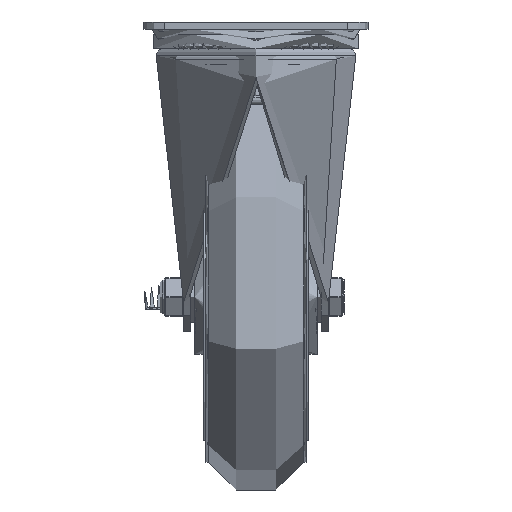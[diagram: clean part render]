
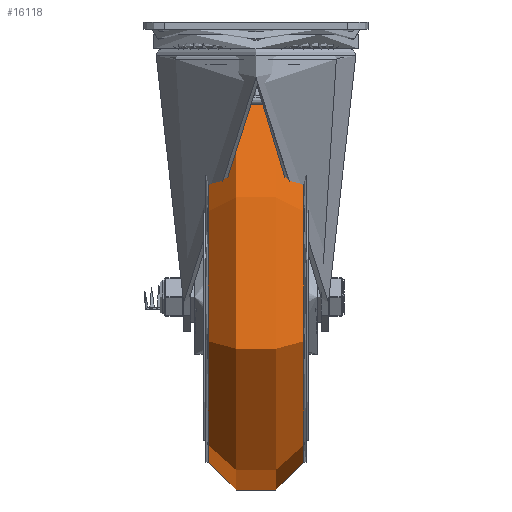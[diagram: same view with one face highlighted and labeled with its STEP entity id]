
A CAD part, left-side view. The second image highlights one B-rep face of the part: STEP entity #16118.
In plain terms, the highlighted toroidal (fillet/blend) face has major radius 75 mm and minor radius 25 mm.
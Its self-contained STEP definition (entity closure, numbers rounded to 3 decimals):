
#2084=TOROIDAL_SURFACE('',#17586,75.,25.);
#2374=FACE_OUTER_BOUND('',#3356,.T.);
#3356=EDGE_LOOP('',(#12334,#12335,#12336,#12337,#12338,#12339));
#6512=CIRCLE('',#17587,84.);
#6513=CIRCLE('',#17588,25.);
#6514=CIRCLE('',#17589,84.);
#6515=CIRCLE('',#17590,84.);
#6516=CIRCLE('',#17591,84.);
#7395=VERTEX_POINT('',#27322);
#7396=VERTEX_POINT('',#27323);
#7397=VERTEX_POINT('',#27325);
#7398=VERTEX_POINT('',#27327);
#9224=EDGE_CURVE('',#7395,#7396,#6512,.T.);
#9225=EDGE_CURVE('',#7396,#7397,#6513,.T.);
#9226=EDGE_CURVE('',#7397,#7398,#6514,.T.);
#9227=EDGE_CURVE('',#7398,#7397,#6515,.T.);
#9228=EDGE_CURVE('',#7396,#7395,#6516,.T.);
#12334=ORIENTED_EDGE('',*,*,#9224,.T.);
#12335=ORIENTED_EDGE('',*,*,#9225,.T.);
#12336=ORIENTED_EDGE('',*,*,#9226,.T.);
#12337=ORIENTED_EDGE('',*,*,#9227,.T.);
#12338=ORIENTED_EDGE('',*,*,#9225,.F.);
#12339=ORIENTED_EDGE('',*,*,#9228,.T.);
#16118=ADVANCED_FACE('',(#2374),#2084,.T.);
#17586=AXIS2_PLACEMENT_3D('',#27321,#20038,#20039);
#17587=AXIS2_PLACEMENT_3D('',#27324,#20040,#20041);
#17588=AXIS2_PLACEMENT_3D('',#27326,#20042,#20043);
#17589=AXIS2_PLACEMENT_3D('',#27328,#20044,#20045);
#17590=AXIS2_PLACEMENT_3D('',#27329,#20046,#20047);
#17591=AXIS2_PLACEMENT_3D('',#27330,#20048,#20049);
#20038=DIRECTION('center_axis',(0.,1.,0.));
#20039=DIRECTION('ref_axis',(0.,0.,
-1.));
#20040=DIRECTION('center_axis',(0.,-1.,0.));
#20041=DIRECTION('ref_axis',(0.,0.,
1.));
#20042=DIRECTION('center_axis',(1.,0.,0.));
#20043=DIRECTION('ref_axis',(0.,0.,
1.));
#20044=DIRECTION('center_axis',(0.,1.,0.));
#20045=DIRECTION('ref_axis',(0.,0.,
1.));
#20046=DIRECTION('center_axis',(0.,1.,0.));
#20047=DIRECTION('ref_axis',(0.,0.,
1.));
#20048=DIRECTION('center_axis',(0.,-1.,0.));
#20049=DIRECTION('ref_axis',(0.,0.,
1.));
#27321=CARTESIAN_POINT('Origin',(0.,0.,
0.));
#27322=CARTESIAN_POINT('',(0.,23.324,-84.));
#27323=CARTESIAN_POINT('',(0.,23.324,84.));
#27324=CARTESIAN_POINT('Origin',(0.,23.324,
0.));
#27325=CARTESIAN_POINT('',(0.,-23.324,84.));
#27326=CARTESIAN_POINT('Origin',(0.,0.,
75.));
#27327=CARTESIAN_POINT('',(0.,-23.324,-84.));
#27328=CARTESIAN_POINT('Origin',(0.,-23.324,
0.));
#27329=CARTESIAN_POINT('Origin',(0.,-23.324,
0.));
#27330=CARTESIAN_POINT('Origin',(0.,23.324,
0.));
